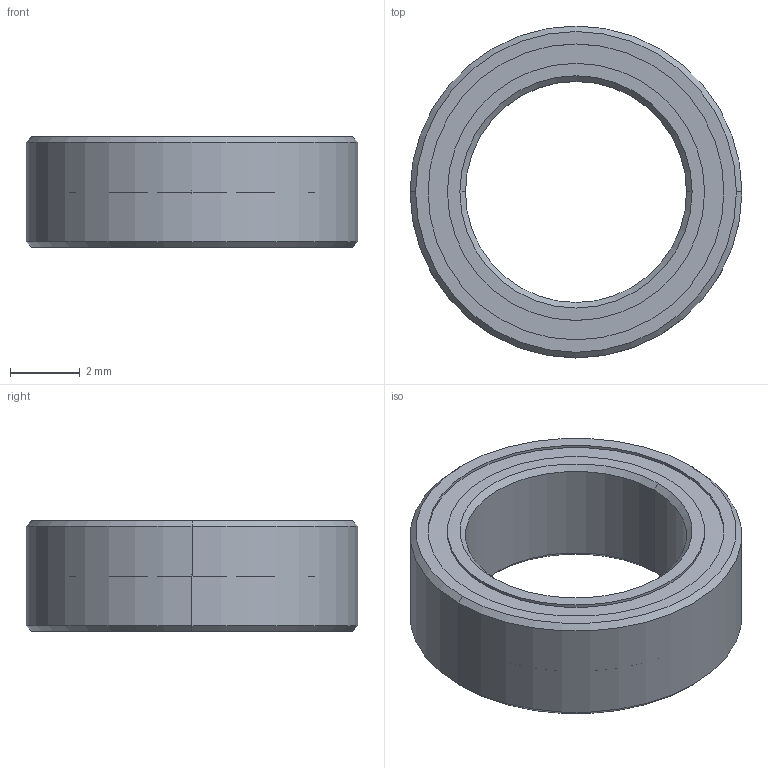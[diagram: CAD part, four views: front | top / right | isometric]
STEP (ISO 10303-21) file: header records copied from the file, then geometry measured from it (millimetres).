
FILE_DESCRIPTION (( 'STEP AP214' ), '1' );
FILE_NAME ('WCP-0774 Rev1.step', '2022-11-28T21:15:52', ( '' ), ( '' ), 'SwSTEP 2.0', 'SolidWorks 2020', '' );
FILE_SCHEMA (( 'AUTOMOTIVE_DESIGN' ));
Length unit declared in the file: inch
Products named in the file (1): WCP-0774 Rev1
Bounding box: 9.53 x 9.53 x 3.17 mm (x, y, z)
Volume: 98.6 mm3; surface area: 596 mm2
Topology: 16 solids, 16 shells, 66 faces, 158 edges, 76 vertices
Faces by surface type: bspline 30, cylinder 20, cone 8, plane 8
Entity records: 2151 total; most frequent: CARTESIAN_POINT 703, DIRECTION 266, ORIENTED_EDGE 220, AXIS2_PLACEMENT_3D 119, EDGE_CURVE 110, CIRCLE 82, VERTEX_POINT 76, EDGE_LOOP 74
